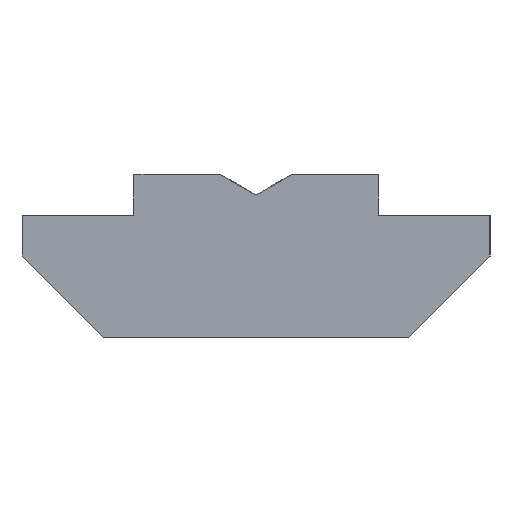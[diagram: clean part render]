
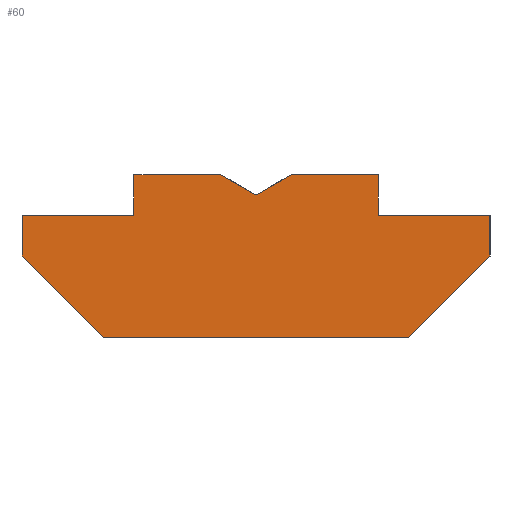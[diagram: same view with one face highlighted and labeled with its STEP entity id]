
A CAD part, left-side view. The second image highlights one B-rep face of the part: STEP entity #60.
In plain terms, the highlighted planar face has unit normal (-1, 0, 0).
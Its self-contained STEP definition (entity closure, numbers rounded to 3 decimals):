
#60=ADVANCED_FACE('',(#130),#131,.F.);
#130=FACE_OUTER_BOUND('',#208,.T.);
#131=PLANE('',#209);
#208=EDGE_LOOP('',(#327,#328,#329,#330,#331,#332,#333,#334,#335,#336,#337,#338,#339));
#209=AXIS2_PLACEMENT_3D('',#340,#341,#342);
#327=ORIENTED_EDGE('',*,*,#523,.T.);
#328=ORIENTED_EDGE('',*,*,#524,.T.);
#329=ORIENTED_EDGE('',*,*,#525,.T.);
#330=ORIENTED_EDGE('',*,*,#526,.T.);
#331=ORIENTED_EDGE('',*,*,#527,.T.);
#332=ORIENTED_EDGE('',*,*,#528,.T.);
#333=ORIENTED_EDGE('',*,*,#529,.T.);
#334=ORIENTED_EDGE('',*,*,#530,.T.);
#335=ORIENTED_EDGE('',*,*,#520,.T.);
#336=ORIENTED_EDGE('',*,*,#511,.T.);
#337=ORIENTED_EDGE('',*,*,#531,.T.);
#338=ORIENTED_EDGE('',*,*,#532,.T.);
#339=ORIENTED_EDGE('',*,*,#514,.T.);
#340=CARTESIAN_POINT('',(-6.0,0.,-4.0));
#341=DIRECTION('',(1.0,0.0,0.0));
#342=DIRECTION('',(0.0,1.0,-0.0));
#511=EDGE_CURVE('',#624,#622,#625,.T.);
#514=EDGE_CURVE('',#628,#629,#630,.T.);
#520=EDGE_CURVE('',#638,#624,#639,.T.);
#523=EDGE_CURVE('',#629,#642,#643,.T.);
#524=EDGE_CURVE('',#642,#644,#645,.T.);
#525=EDGE_CURVE('',#644,#646,#647,.T.);
#526=EDGE_CURVE('',#646,#648,#649,.T.);
#527=EDGE_CURVE('',#648,#650,#651,.T.);
#528=EDGE_CURVE('',#650,#652,#653,.T.);
#529=EDGE_CURVE('',#652,#654,#655,.T.);
#530=EDGE_CURVE('',#654,#638,#656,.T.);
#531=EDGE_CURVE('',#622,#657,#658,.T.);
#532=EDGE_CURVE('',#657,#628,#659,.T.);
#622=VERTEX_POINT('',#768);
#624=VERTEX_POINT('',#771);
#625=LINE('',#772,#773);
#628=VERTEX_POINT('',#777);
#629=VERTEX_POINT('',#778);
#630=LINE('',#779,#780);
#638=VERTEX_POINT('',#791);
#639=LINE('',#792,#793);
#642=VERTEX_POINT('',#797);
#643=LINE('',#798,#799);
#644=VERTEX_POINT('',#800);
#645=LINE('',#801,#802);
#646=VERTEX_POINT('',#803);
#647=LINE('',#804,#805);
#648=VERTEX_POINT('',#806);
#649=LINE('',#807,#808);
#650=VERTEX_POINT('',#809);
#651=LINE('',#810,#811);
#652=VERTEX_POINT('',#812);
#653=LINE('',#813,#814);
#654=VERTEX_POINT('',#815);
#655=LINE('',#816,#817);
#656=LINE('',#818,#819);
#657=VERTEX_POINT('',#820);
#658=LINE('',#821,#822);
#659=LINE('',#823,#824);
#768=CARTESIAN_POINT('',(-6.0,-0.866,0.));
#771=CARTESIAN_POINT('',(-6.0,-3.0,0.));
#772=CARTESIAN_POINT('',(-6.0,-3.0,0.));
#773=VECTOR('',#912,2.134);
#777=CARTESIAN_POINT('',(-6.0,0.866,0.));
#778=CARTESIAN_POINT('',(-6.0,3.0,0.));
#779=CARTESIAN_POINT('',(-6.0,0.866,0.));
#780=VECTOR('',#914,2.134);
#791=CARTESIAN_POINT('',(-6.0,-3.0,-1.0));
#792=CARTESIAN_POINT('',(-6.0,-3.0,-1.0));
#793=VECTOR('',#921,1.0);
#797=CARTESIAN_POINT('',(-6.0,3.0,-1.0));
#798=CARTESIAN_POINT('',(-6.0,3.0,0.));
#799=VECTOR('',#923,1.0);
#800=CARTESIAN_POINT('',(-6.0,5.75,-1.0));
#801=CARTESIAN_POINT('',(-6.0,3.0,-1.0));
#802=VECTOR('',#924,2.75);
#803=CARTESIAN_POINT('',(-6.0,5.75,-2.0));
#804=CARTESIAN_POINT('',(-6.0,5.75,-1.0));
#805=VECTOR('',#925,1.0);
#806=CARTESIAN_POINT('',(-6.0,3.75,-4.0));
#807=CARTESIAN_POINT('',(-6.0,5.75,-2.0));
#808=VECTOR('',#926,2.828);
#809=CARTESIAN_POINT('',(-6.0,-3.75,-4.0));
#810=CARTESIAN_POINT('',(-6.0,3.75,-4.0));
#811=VECTOR('',#927,7.5);
#812=CARTESIAN_POINT('',(-6.0,-5.75,-2.0));
#813=CARTESIAN_POINT('',(-6.0,-3.75,-4.0));
#814=VECTOR('',#928,2.828);
#815=CARTESIAN_POINT('',(-6.0,-5.75,-1.0));
#816=CARTESIAN_POINT('',(-6.0,-5.75,-2.0));
#817=VECTOR('',#929,1.0);
#818=CARTESIAN_POINT('',(-6.0,-5.75,-1.0));
#819=VECTOR('',#930,2.75);
#820=CARTESIAN_POINT('',(-6.0,0.,-0.5));
#821=CARTESIAN_POINT('',(-6.0,-0.866,0.));
#822=VECTOR('',#931,1.0);
#823=CARTESIAN_POINT('',(-6.0,0.,-0.5));
#824=VECTOR('',#932,1.0);
#912=DIRECTION('',(0.0,1.0,0.0));
#914=DIRECTION('',(0.0,1.0,0.0));
#921=DIRECTION('',(0.0,0.0,1.0));
#923=DIRECTION('',(0.0,0.0,-1.0));
#924=DIRECTION('',(0.0,1.0,0.0));
#925=DIRECTION('',(0.0,0.0,-1.0));
#926=DIRECTION('',(0.0,-0.707,-0.707));
#927=DIRECTION('',(0.0,-1.0,0.0));
#928=DIRECTION('',(0.,-0.707,0.707));
#929=DIRECTION('',(0.0,0.0,1.0));
#930=DIRECTION('',(0.0,1.0,0.0));
#931=DIRECTION('',(0.0,0.866,-0.5));
#932=DIRECTION('',(0.0,0.866,0.5));
